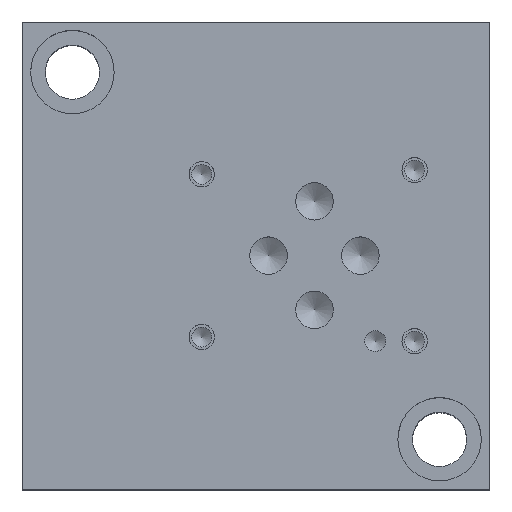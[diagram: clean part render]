
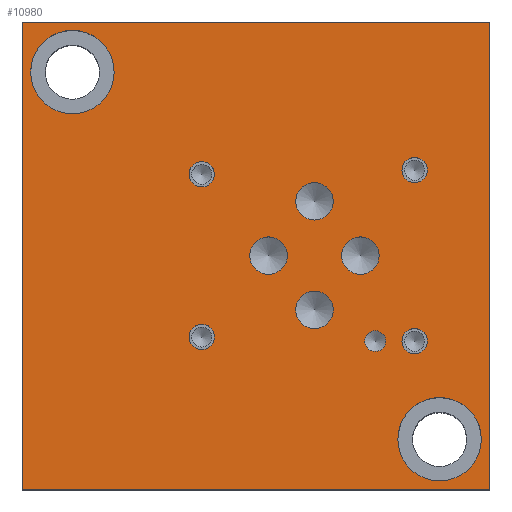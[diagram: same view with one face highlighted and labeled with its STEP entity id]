
A CAD part, top view. The second image highlights one B-rep face of the part: STEP entity #10980.
In plain terms, the highlighted planar face has unit normal (0, 0, 1).
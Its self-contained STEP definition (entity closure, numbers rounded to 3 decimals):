
#245=CIRCLE('',#11506,3.569);
#246=CIRCLE('',#11507,3.569);
#249=CIRCLE('',#11512,3.569);
#250=CIRCLE('',#11513,3.569);
#253=CIRCLE('',#11518,3.569);
#254=CIRCLE('',#11519,3.569);
#257=CIRCLE('',#11524,3.569);
#258=CIRCLE('',#11525,3.569);
#261=CIRCLE('',#11530,1.981);
#262=CIRCLE('',#11531,1.981);
#268=CIRCLE('',#11540,2.413);
#269=CIRCLE('',#11541,2.413);
#275=CIRCLE('',#11551,2.413);
#276=CIRCLE('',#11552,2.413);
#282=CIRCLE('',#11562,2.413);
#283=CIRCLE('',#11563,2.413);
#289=CIRCLE('',#11573,2.413);
#290=CIRCLE('',#11574,2.413);
#294=CIRCLE('',#11581,7.938);
#295=CIRCLE('',#11582,7.938);
#299=CIRCLE('',#11589,7.938);
#300=CIRCLE('',#11590,7.938);
#371=FACE_BOUND('',#1892,.T.);
#372=FACE_BOUND('',#1893,.T.);
#373=FACE_BOUND('',#1894,.T.);
#374=FACE_BOUND('',#1895,.T.);
#375=FACE_BOUND('',#1896,.T.);
#376=FACE_BOUND('',#1897,.T.);
#377=FACE_BOUND('',#1898,.T.);
#378=FACE_BOUND('',#1899,.T.);
#379=FACE_BOUND('',#1900,.T.);
#380=FACE_BOUND('',#1901,.T.);
#381=FACE_BOUND('',#1902,.T.);
#695=PLANE('',#11596);
#1258=FACE_OUTER_BOUND('',#1891,.T.);
#1891=EDGE_LOOP('',(#9793,#9794,#9795,#9796));
#1892=EDGE_LOOP('',(#9797,#9798));
#1893=EDGE_LOOP('',(#9799,#9800));
#1894=EDGE_LOOP('',(#9801,#9802));
#1895=EDGE_LOOP('',(#9803,#9804));
#1896=EDGE_LOOP('',(#9805,#9806));
#1897=EDGE_LOOP('',(#9807,#9808));
#1898=EDGE_LOOP('',(#9809,#9810));
#1899=EDGE_LOOP('',(#9811,#9812));
#1900=EDGE_LOOP('',(#9813,#9814));
#1901=EDGE_LOOP('',(#9815,#9816));
#1902=EDGE_LOOP('',(#9817,#9818));
#2009=LINE('',#14411,#3013);
#2077=LINE('',#14695,#3081);
#2906=LINE('',#18988,#3910);
#2907=LINE('',#18991,#3911);
#3013=VECTOR('',#11779,10.);
#3081=VECTOR('',#11903,10.);
#3910=VECTOR('',#13796,10.);
#3911=VECTOR('',#13801,10.);
#4336=VERTEX_POINT('',#14408);
#4337=VERTEX_POINT('',#14410);
#4396=VERTEX_POINT('',#14692);
#4397=VERTEX_POINT('',#14694);
#5202=VERTEX_POINT('',#18812);
#5203=VERTEX_POINT('',#18813);
#5207=VERTEX_POINT('',#18825);
#5208=VERTEX_POINT('',#18826);
#5212=VERTEX_POINT('',#18838);
#5213=VERTEX_POINT('',#18839);
#5217=VERTEX_POINT('',#18851);
#5218=VERTEX_POINT('',#18852);
#5222=VERTEX_POINT('',#18864);
#5223=VERTEX_POINT('',#18865);
#5230=VERTEX_POINT('',#18884);
#5231=VERTEX_POINT('',#18885);
#5238=VERTEX_POINT('',#18906);
#5239=VERTEX_POINT('',#18907);
#5246=VERTEX_POINT('',#18928);
#5247=VERTEX_POINT('',#18929);
#5254=VERTEX_POINT('',#18950);
#5255=VERTEX_POINT('',#18951);
#5259=VERTEX_POINT('',#18965);
#5260=VERTEX_POINT('',#18966);
#5264=VERTEX_POINT('',#18980);
#5265=VERTEX_POINT('',#18981);
#5421=EDGE_CURVE('',#4337,#4336,#2009,.T.);
#5509=EDGE_CURVE('',#4397,#4396,#2077,.T.);
#6703=EDGE_CURVE('',#5202,#5203,#245,.T.);
#6704=EDGE_CURVE('',#5203,#5202,#246,.T.);
#6709=EDGE_CURVE('',#5207,#5208,#249,.T.);
#6710=EDGE_CURVE('',#5208,#5207,#250,.T.);
#6715=EDGE_CURVE('',#5212,#5213,#253,.T.);
#6716=EDGE_CURVE('',#5213,#5212,#254,.T.);
#6721=EDGE_CURVE('',#5217,#5218,#257,.T.);
#6722=EDGE_CURVE('',#5218,#5217,#258,.T.);
#6727=EDGE_CURVE('',#5222,#5223,#261,.T.);
#6728=EDGE_CURVE('',#5223,#5222,#262,.T.);
#6736=EDGE_CURVE('',#5230,#5231,#268,.T.);
#6737=EDGE_CURVE('',#5231,#5230,#269,.T.);
#6746=EDGE_CURVE('',#5238,#5239,#275,.T.);
#6747=EDGE_CURVE('',#5239,#5238,#276,.T.);
#6756=EDGE_CURVE('',#5246,#5247,#282,.T.);
#6757=EDGE_CURVE('',#5247,#5246,#283,.T.);
#6766=EDGE_CURVE('',#5254,#5255,#289,.T.);
#6767=EDGE_CURVE('',#5255,#5254,#290,.T.);
#6773=EDGE_CURVE('',#5259,#5260,#294,.T.);
#6774=EDGE_CURVE('',#5260,#5259,#295,.T.);
#6780=EDGE_CURVE('',#5264,#5265,#299,.T.);
#6781=EDGE_CURVE('',#5265,#5264,#300,.T.);
#6784=EDGE_CURVE('',#4336,#4397,#2906,.T.);
#6785=EDGE_CURVE('',#4396,#4337,#2907,.T.);
#9793=ORIENTED_EDGE('',*,*,#5509,.T.);
#9794=ORIENTED_EDGE('',*,*,#6785,.T.);
#9795=ORIENTED_EDGE('',*,*,#5421,.T.);
#9796=ORIENTED_EDGE('',*,*,#6784,.T.);
#9797=ORIENTED_EDGE('',*,*,#6703,.T.);
#9798=ORIENTED_EDGE('',*,*,#6704,.T.);
#9799=ORIENTED_EDGE('',*,*,#6709,.T.);
#9800=ORIENTED_EDGE('',*,*,#6710,.T.);
#9801=ORIENTED_EDGE('',*,*,#6715,.T.);
#9802=ORIENTED_EDGE('',*,*,#6716,.T.);
#9803=ORIENTED_EDGE('',*,*,#6721,.T.);
#9804=ORIENTED_EDGE('',*,*,#6722,.T.);
#9805=ORIENTED_EDGE('',*,*,#6727,.T.);
#9806=ORIENTED_EDGE('',*,*,#6728,.T.);
#9807=ORIENTED_EDGE('',*,*,#6736,.T.);
#9808=ORIENTED_EDGE('',*,*,#6737,.T.);
#9809=ORIENTED_EDGE('',*,*,#6746,.T.);
#9810=ORIENTED_EDGE('',*,*,#6747,.T.);
#9811=ORIENTED_EDGE('',*,*,#6756,.T.);
#9812=ORIENTED_EDGE('',*,*,#6757,.T.);
#9813=ORIENTED_EDGE('',*,*,#6766,.T.);
#9814=ORIENTED_EDGE('',*,*,#6767,.T.);
#9815=ORIENTED_EDGE('',*,*,#6773,.T.);
#9816=ORIENTED_EDGE('',*,*,#6774,.T.);
#9817=ORIENTED_EDGE('',*,*,#6780,.T.);
#9818=ORIENTED_EDGE('',*,*,#6781,.T.);
#10980=ADVANCED_FACE('',(#1258,#371,#372,#373,#374,#375,#376,#377,#378,
#379,#380,#381),#695,.T.);
#11506=AXIS2_PLACEMENT_3D('',#18814,#13597,#13598);
#11507=AXIS2_PLACEMENT_3D('',#18815,#13599,#13600);
#11512=AXIS2_PLACEMENT_3D('',#18827,#13611,#13612);
#11513=AXIS2_PLACEMENT_3D('',#18828,#13613,#13614);
#11518=AXIS2_PLACEMENT_3D('',#18840,#13625,#13626);
#11519=AXIS2_PLACEMENT_3D('',#18841,#13627,#13628);
#11524=AXIS2_PLACEMENT_3D('',#18853,#13639,#13640);
#11525=AXIS2_PLACEMENT_3D('',#18854,#13641,#13642);
#11530=AXIS2_PLACEMENT_3D('',#18866,#13653,#13654);
#11531=AXIS2_PLACEMENT_3D('',#18867,#13655,#13656);
#11540=AXIS2_PLACEMENT_3D('',#18886,#13675,#13676);
#11541=AXIS2_PLACEMENT_3D('',#18887,#13677,#13678);
#11551=AXIS2_PLACEMENT_3D('',#18908,#13700,#13701);
#11552=AXIS2_PLACEMENT_3D('',#18909,#13702,#13703);
#11562=AXIS2_PLACEMENT_3D('',#18930,#13725,#13726);
#11563=AXIS2_PLACEMENT_3D('',#18931,#13727,#13728);
#11573=AXIS2_PLACEMENT_3D('',#18952,#13750,#13751);
#11574=AXIS2_PLACEMENT_3D('',#18953,#13752,#13753);
#11581=AXIS2_PLACEMENT_3D('',#18967,#13768,#13769);
#11582=AXIS2_PLACEMENT_3D('',#18968,#13770,#13771);
#11589=AXIS2_PLACEMENT_3D('',#18982,#13786,#13787);
#11590=AXIS2_PLACEMENT_3D('',#18983,#13788,#13789);
#11596=AXIS2_PLACEMENT_3D('',#18993,#13804,#13805);
#11779=DIRECTION('',(-1.,0.,0.));
#11903=DIRECTION('',(1.,0.,0.));
#13597=DIRECTION('center_axis',(0.,0.,-1.));
#13598=DIRECTION('ref_axis',(1.,0.,0.));
#13599=DIRECTION('center_axis',(0.,0.,-1.));
#13600=DIRECTION('ref_axis',(1.,0.,0.));
#13611=DIRECTION('center_axis',(0.,0.,-1.));
#13612=DIRECTION('ref_axis',(1.,0.,0.));
#13613=DIRECTION('center_axis',(0.,0.,-1.));
#13614=DIRECTION('ref_axis',(1.,0.,0.));
#13625=DIRECTION('center_axis',(0.,0.,-1.));
#13626=DIRECTION('ref_axis',(1.,0.,0.));
#13627=DIRECTION('center_axis',(0.,0.,-1.));
#13628=DIRECTION('ref_axis',(1.,0.,0.));
#13639=DIRECTION('center_axis',(0.,0.,-1.));
#13640=DIRECTION('ref_axis',(1.,0.,0.));
#13641=DIRECTION('center_axis',(0.,0.,-1.));
#13642=DIRECTION('ref_axis',(1.,0.,0.));
#13653=DIRECTION('center_axis',(0.,0.,-1.));
#13654=DIRECTION('ref_axis',(1.,0.,0.));
#13655=DIRECTION('center_axis',(0.,0.,-1.));
#13656=DIRECTION('ref_axis',(1.,0.,0.));
#13675=DIRECTION('center_axis',(0.,0.,-1.));
#13676=DIRECTION('ref_axis',(1.,0.,0.));
#13677=DIRECTION('center_axis',(0.,0.,-1.));
#13678=DIRECTION('ref_axis',(1.,0.,0.));
#13700=DIRECTION('center_axis',(0.,0.,-1.));
#13701=DIRECTION('ref_axis',(1.,0.,0.));
#13702=DIRECTION('center_axis',(0.,0.,-1.));
#13703=DIRECTION('ref_axis',(1.,0.,0.));
#13725=DIRECTION('center_axis',(0.,0.,-1.));
#13726=DIRECTION('ref_axis',(1.,0.,0.));
#13727=DIRECTION('center_axis',(0.,0.,-1.));
#13728=DIRECTION('ref_axis',(1.,0.,0.));
#13750=DIRECTION('center_axis',(0.,0.,-1.));
#13751=DIRECTION('ref_axis',(1.,0.,0.));
#13752=DIRECTION('center_axis',(0.,0.,-1.));
#13753=DIRECTION('ref_axis',(1.,0.,0.));
#13768=DIRECTION('center_axis',(0.,0.,-1.));
#13769=DIRECTION('ref_axis',(1.,0.,0.));
#13770=DIRECTION('center_axis',(0.,0.,-1.));
#13771=DIRECTION('ref_axis',(1.,0.,0.));
#13786=DIRECTION('center_axis',(0.,0.,-1.));
#13787=DIRECTION('ref_axis',(1.,0.,0.));
#13788=DIRECTION('center_axis',(0.,0.,-1.));
#13789=DIRECTION('ref_axis',(1.,0.,0.));
#13796=DIRECTION('',(0.,-1.,0.));
#13801=DIRECTION('',(0.,1.,0.));
#13804=DIRECTION('center_axis',(0.,0.,1.));
#13805=DIRECTION('ref_axis',(1.,0.,0.));
#14408=CARTESIAN_POINT('',(0.,88.9,76.2));
#14410=CARTESIAN_POINT('',(88.9,88.9,76.2));
#14411=CARTESIAN_POINT('',(88.9,88.9,76.2));
#14692=CARTESIAN_POINT('',(88.9,0.,76.2));
#14694=CARTESIAN_POINT('',(0.,0.,76.2));
#14695=CARTESIAN_POINT('',(0.,0.,76.2));
#18812=CARTESIAN_POINT('',(50.406,44.45,76.2));
#18813=CARTESIAN_POINT('',(43.269,44.45,76.2));
#18814=CARTESIAN_POINT('Origin',(46.838,44.45,76.2));
#18815=CARTESIAN_POINT('Origin',(46.838,44.45,76.2));
#18825=CARTESIAN_POINT('',(59.144,34.138,76.2));
#18826=CARTESIAN_POINT('',(52.007,34.138,76.2));
#18827=CARTESIAN_POINT('Origin',(55.575,34.138,76.2));
#18828=CARTESIAN_POINT('Origin',(55.575,34.138,76.2));
#18838=CARTESIAN_POINT('',(59.144,54.788,76.2));
#18839=CARTESIAN_POINT('',(52.007,54.788,76.2));
#18840=CARTESIAN_POINT('Origin',(55.575,54.788,76.2));
#18841=CARTESIAN_POINT('Origin',(55.575,54.788,76.2));
#18851=CARTESIAN_POINT('',(67.882,44.45,76.2));
#18852=CARTESIAN_POINT('',(60.744,44.45,76.2));
#18853=CARTESIAN_POINT('Origin',(64.313,44.45,76.2));
#18854=CARTESIAN_POINT('Origin',(64.313,44.45,76.2));
#18864=CARTESIAN_POINT('',(69.113,28.194,76.2));
#18865=CARTESIAN_POINT('',(65.151,28.194,76.2));
#18866=CARTESIAN_POINT('Origin',(67.132,28.194,76.2));
#18867=CARTESIAN_POINT('Origin',(67.132,28.194,76.2));
#18884=CARTESIAN_POINT('',(77.038,60.731,76.2));
#18885=CARTESIAN_POINT('',(72.212,60.731,76.2));
#18886=CARTESIAN_POINT('Origin',(74.625,60.731,76.2));
#18887=CARTESIAN_POINT('Origin',(74.625,60.731,76.2));
#18906=CARTESIAN_POINT('',(36.551,28.981,76.2));
#18907=CARTESIAN_POINT('',(31.725,28.981,76.2));
#18908=CARTESIAN_POINT('Origin',(34.138,28.981,76.2));
#18909=CARTESIAN_POINT('Origin',(34.138,28.981,76.2));
#18928=CARTESIAN_POINT('',(36.551,59.944,76.2));
#18929=CARTESIAN_POINT('',(31.725,59.944,76.2));
#18930=CARTESIAN_POINT('Origin',(34.138,59.944,76.2));
#18931=CARTESIAN_POINT('Origin',(34.138,59.944,76.2));
#18950=CARTESIAN_POINT('',(77.038,28.194,76.2));
#18951=CARTESIAN_POINT('',(72.212,28.194,76.2));
#18952=CARTESIAN_POINT('Origin',(74.625,28.194,76.2));
#18953=CARTESIAN_POINT('Origin',(74.625,28.194,76.2));
#18965=CARTESIAN_POINT('',(87.313,9.525,76.2));
#18966=CARTESIAN_POINT('',(71.438,9.525,76.2));
#18967=CARTESIAN_POINT('Origin',(79.375,9.525,76.2));
#18968=CARTESIAN_POINT('Origin',(79.375,9.525,76.2));
#18980=CARTESIAN_POINT('',(17.463,79.375,76.2));
#18981=CARTESIAN_POINT('',(1.588,79.375,76.2));
#18982=CARTESIAN_POINT('Origin',(9.525,79.375,76.2));
#18983=CARTESIAN_POINT('Origin',(9.525,79.375,76.2));
#18988=CARTESIAN_POINT('',(0.,88.9,76.2));
#18991=CARTESIAN_POINT('',(88.9,0.,76.2));
#18993=CARTESIAN_POINT('Origin',(44.45,44.45,76.2));
